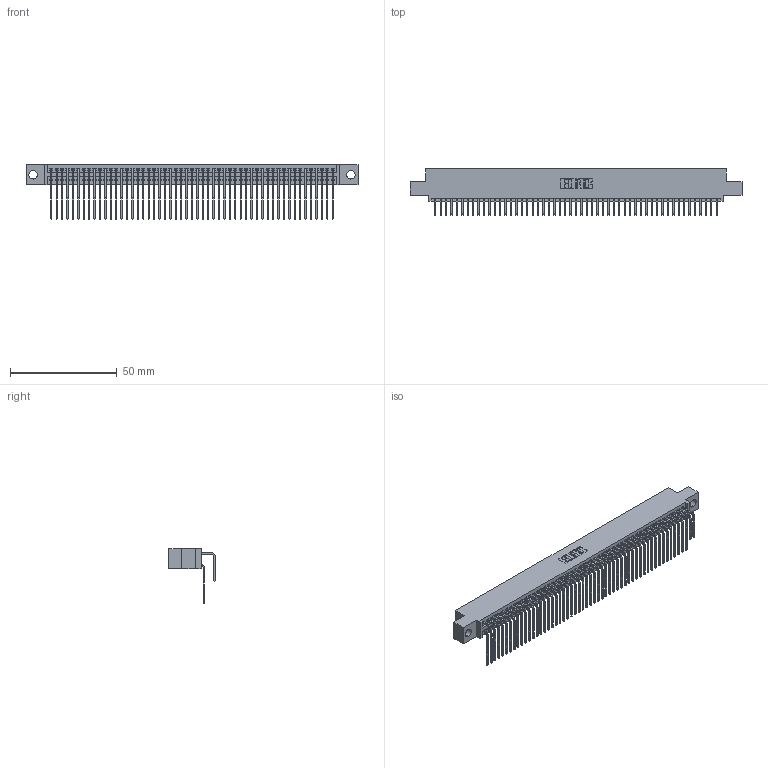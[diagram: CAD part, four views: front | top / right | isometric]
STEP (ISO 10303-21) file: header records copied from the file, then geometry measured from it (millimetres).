
FILE_DESCRIPTION (( 'STEP AP203' ), '1' );
FILE_NAME ('395-106-558-504.STEP', '2021-06-17T16:48:22', ( '' ), ( '' ), 'SwSTEP 2.0', 'SolidWorks 2020', '' );
FILE_SCHEMA (( 'CONFIG_CONTROL_DESIGN' ));
Length unit declared in the file: inch
Products named in the file (4): 345 Part_0.110 Offset - 0.156 Dia-TI; 345-292-001_558 559 Tail - 1; 395-106-558-504; 345-292-001_558 Tail - 2
Assembly tree (107 placements, depth 2):
  395-106-558-504
    345 Part_0.110 Offset - 0.156 Dia-TI
    345-292-001_558 559 Tail - 1  x53
    345-292-001_558 Tail - 2  x53
Bounding box: 155.83 x 21.83 x 25.53 mm (x, y, z)
Volume: 15671.7 mm3; surface area: 26198.2 mm2
Topology: 107 solids, 107 shells, 5656 faces, 16819 edges, 11070 vertices
Faces by surface type: plane 3808, cylinder 1848
Entity records: 42307 total; most frequent: CARTESIAN_POINT 7133, ORIENTED_EDGE 7014, DIRECTION 6247, EDGE_CURVE 3507, VECTOR 3123, LINE 3123, VERTEX_POINT 2334, AXIS2_PLACEMENT_3D 1562
